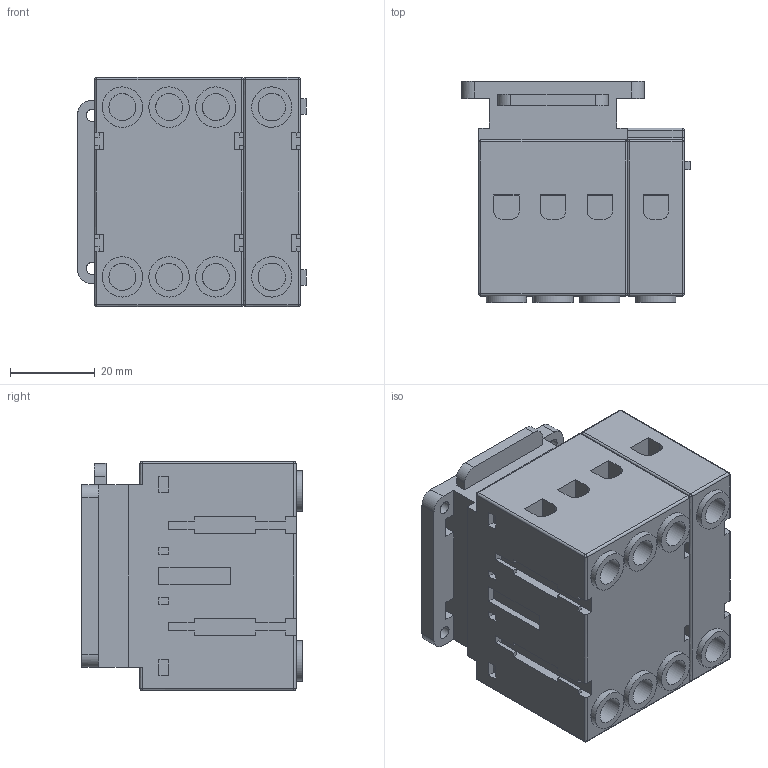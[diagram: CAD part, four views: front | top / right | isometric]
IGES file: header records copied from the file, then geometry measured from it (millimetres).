
Global section: file name: OT16-40FT4N2-IGS.igs; preprocessor: I-DEAS 3D IGES Translator 11; date: 20081104.092302; units: millimetre
Bounding box: 53.8 x 52 x 54 mm (x, y, z)
Volume: 110230.6 mm3; surface area: 22847.7 mm2
Topology: 1 solids, 6 shells, 457 faces, 1187 edges, 778 vertices
Faces by surface type: bspline 457
